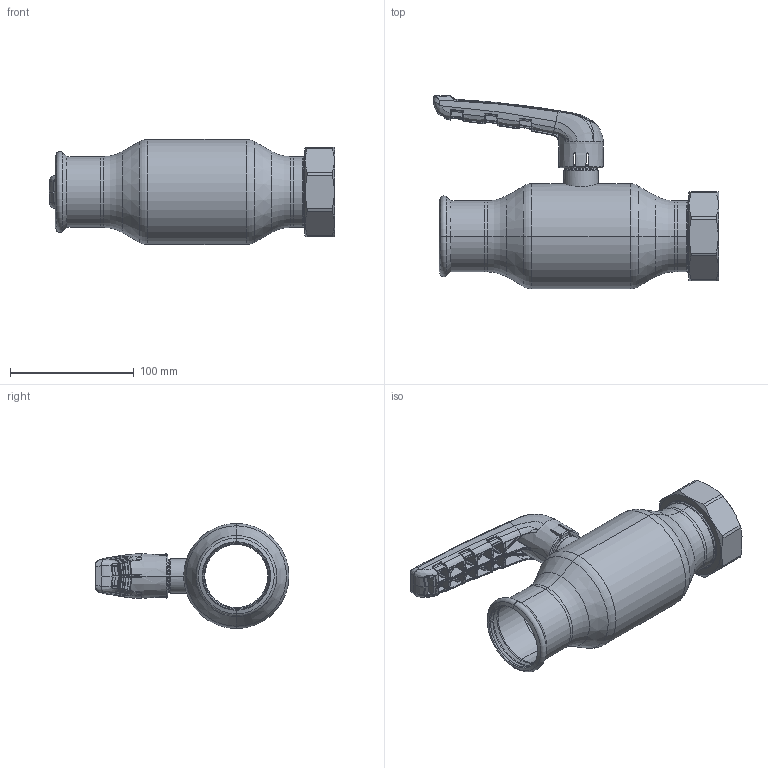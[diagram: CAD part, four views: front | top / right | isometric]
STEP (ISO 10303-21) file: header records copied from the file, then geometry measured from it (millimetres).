
FILE_DESCRIPTION (( 'STEP AP214' ), '1' );
FILE_NAME ('XPR21400 DN50 G2 14 x 54.step', '2018-09-27T09:16:09', ( '' ), ( '' ), 'SwSTEP 2.0', 'SolidWorks 2017', '' );
FILE_SCHEMA (( 'AUTOMOTIVE_DESIGN' ));
Length unit declared in the file: millimetre
Products named in the file (1): XPR21400 DN50 G2 14 x 54
Bounding box: 230.65 x 156.71 x 85 mm (x, y, z)
Surface area: 104341.2 mm2 (no closed solid volume)
Topology: 0 solids, 11 shells, 842 faces, 2732 edges, 1744 vertices
Faces by surface type: bspline 672, cylinder 52, plane 49, cone 36, torus 27, sphere 6
Entity records: 61973 total; most frequent: CARTESIAN_POINT 35265, ORIENTED_EDGE 4375, EDGE_CURVE 2718, DIRECTION 1897, B_SPLINE_CURVE_WITH_KNOTS 1841, VERTEX_POINT 1742, AXIS2_PLACEMENT_3D 855, EDGE_LOOP 852
